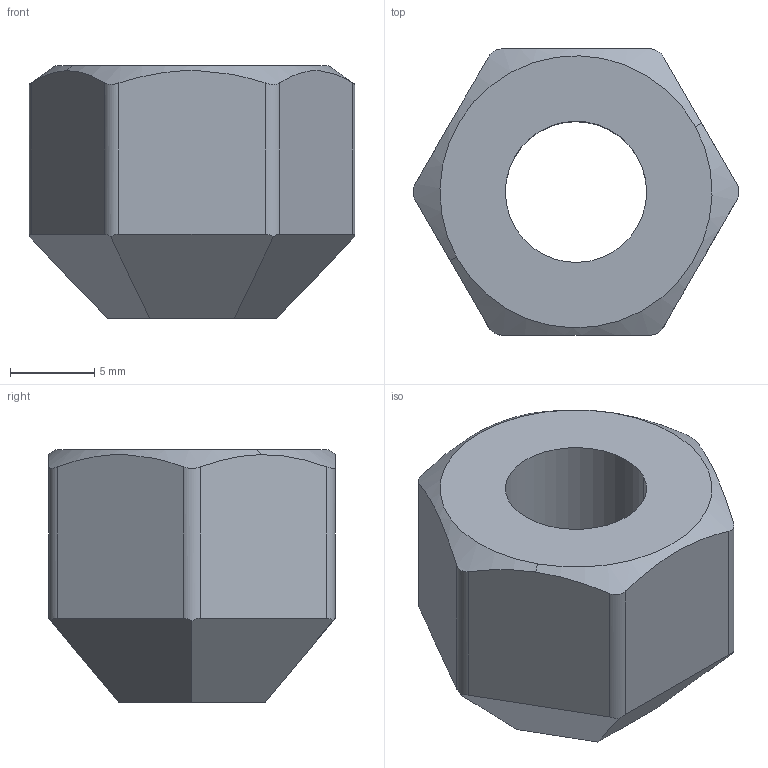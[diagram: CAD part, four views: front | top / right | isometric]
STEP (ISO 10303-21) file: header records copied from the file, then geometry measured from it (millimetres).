
FILE_DESCRIPTION(('CATIA V5 STEP Exchange'),'2;1');
FILE_NAME('Ecrou_Exaconique.stp','2024-10-24T08:47:14+00:00',('none'),('none'),'CATIA Version 5 Release 20 GA (IN-10)','CATIA V5 STEP AP203','none');
FILE_SCHEMA(('CONFIG_CONTROL_DESIGN'));
Length unit declared in the file: millimetre
Products named in the file (1): Ecrou_Exaconique
Bounding box: 19.32 x 17 x 15 mm (x, y, z)
Volume: 2394.5 mm3; surface area: 1445.8 mm2
Topology: 1 solids, 1 shells, 24 faces, 66 edges, 44 vertices
Faces by surface type: plane 14, cylinder 8, cone 2
Entity records: 927 total; most frequent: CARTESIAN_POINT 326, ORIENTED_EDGE 132, DIRECTION 84, EDGE_CURVE 66, VERTEX_POINT 44, VECTOR 34, LINE 34, AXIS2_PLACEMENT_3D 29
